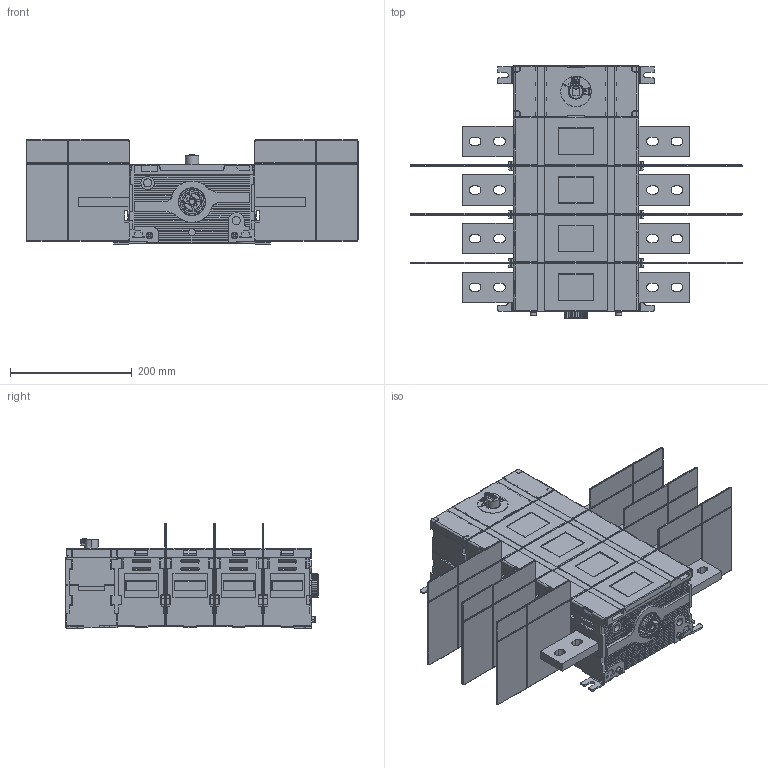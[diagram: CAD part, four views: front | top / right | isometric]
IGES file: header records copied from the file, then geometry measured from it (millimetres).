
Start section:  PTC IGES file: ot800-1200u04_igs.igs
Global section: file name: ot800-1200u04_igs.igs; native system: Creo Parametric by PTC Inc.; preprocessor: 2017480; author: FIALBJO; organization: Unknown; date: 20180814.085114; units: millimetre
Bounding box: 546 x 414.5 x 172 mm (x, y, z)
Volume: 11382014.8 mm3; surface area: 895583.7 mm2
Topology: 1 solids, 17 shells, 5612 faces, 15393 edges, 9675 vertices
Faces by surface type: bspline 3278, revolution 2334
